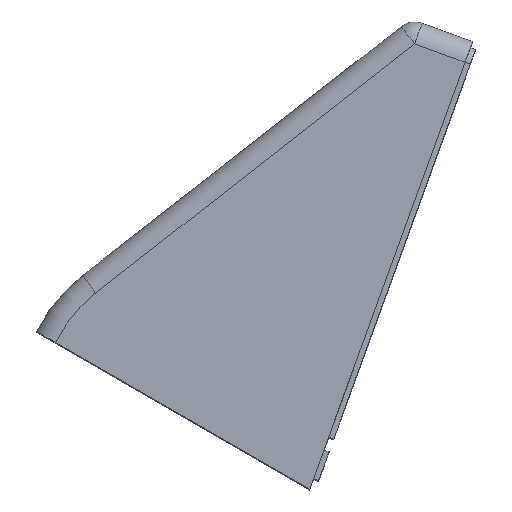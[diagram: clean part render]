
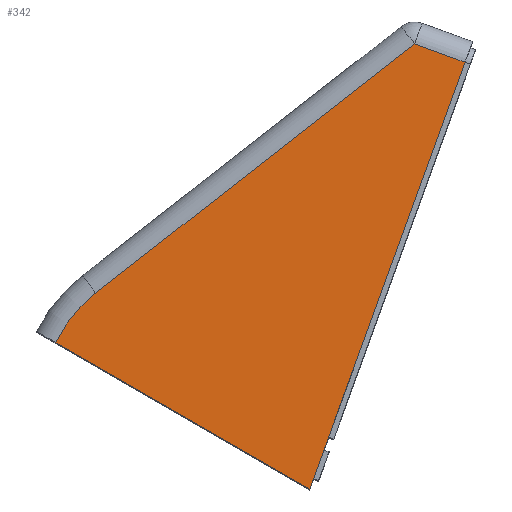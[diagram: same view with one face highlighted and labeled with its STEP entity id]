
A CAD part, top view. The second image highlights one B-rep face of the part: STEP entity #342.
In plain terms, the highlighted planar face has unit normal (0, 0, 1).
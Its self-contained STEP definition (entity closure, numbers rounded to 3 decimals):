
#342=ADVANCED_FACE('',(#739),#614,.T.);
#614=PLANE('',#4892);
#739=FACE_OUTER_BOUND('',#990,.T.);
#990=EDGE_LOOP('',(#2493,#2494,#2495,#2496,#2497));
#1312=LINE('',#6869,#1740);
#1465=LINE('',#7395,#1893);
#1494=LINE('',#7502,#1922);
#1495=LINE('',#7506,#1923);
#1740=VECTOR('',#5391,1.);
#1893=VECTOR('',#5694,1.);
#1922=VECTOR('',#5755,1.);
#1923=VECTOR('',#5758,1.);
#2493=ORIENTED_EDGE('',*,*,#4224,.T.);
#2494=ORIENTED_EDGE('',*,*,#4225,.T.);
#2495=ORIENTED_EDGE('',*,*,#4185,.T.);
#2496=ORIENTED_EDGE('',*,*,#3973,.T.);
#2497=ORIENTED_EDGE('',*,*,#4226,.T.);
#3537=VERTEX_POINT('',#6868);
#3538=VERTEX_POINT('',#6870);
#3705=VERTEX_POINT('',#7396);
#3735=VERTEX_POINT('',#7503);
#3736=VERTEX_POINT('',#7504);
#3973=EDGE_CURVE('',#3538,#3537,#1312,.T.);
#4185=EDGE_CURVE('',#3705,#3538,#1465,.T.);
#4224=EDGE_CURVE('',#3735,#3736,#1494,.T.);
#4225=EDGE_CURVE('',#3736,#3705,#4627,.T.);
#4226=EDGE_CURVE('',#3537,#3735,#1495,.T.);
#4627=CIRCLE('',#4891,26.);
#4891=AXIS2_PLACEMENT_3D('',#7505,#5756,#5757);
#4892=AXIS2_PLACEMENT_3D('',#7507,#5759,#5760);
#5391=DIRECTION('',(0.342,0.94,0.));
#5694=DIRECTION('',(0.866,-0.5,0.));
#5755=DIRECTION('',(-0.788,-0.616,0.));
#5756=DIRECTION('',(0.,0.,1.));
#5757=DIRECTION('',(1.,0.,0.));
#5758=DIRECTION('',(-0.94,0.342,0.));
#5759=DIRECTION('',(0.,0.,1.));
#5760=DIRECTION('',(1.,0.,0.));
#6868=CARTESIAN_POINT('',(78.13,114.241,90.));
#6869=CARTESIAN_POINT('',(49.798,36.399,90.));
#6870=CARTESIAN_POINT('',(49.798,36.399,90.));
#7395=CARTESIAN_POINT('',(0.,65.15,90.));
#7396=CARTESIAN_POINT('',(3.471,63.146,90.));
#7502=CARTESIAN_POINT('',(10.796,72.162,90.));
#7503=CARTESIAN_POINT('',(68.937,117.587,90.));
#7504=CARTESIAN_POINT('',(10.796,72.162,90.));
#7505=CARTESIAN_POINT('',(26.803,51.674,90.));
#7506=CARTESIAN_POINT('',(66.854,118.345,90.));
#7507=CARTESIAN_POINT('',(26.803,51.674,90.));
